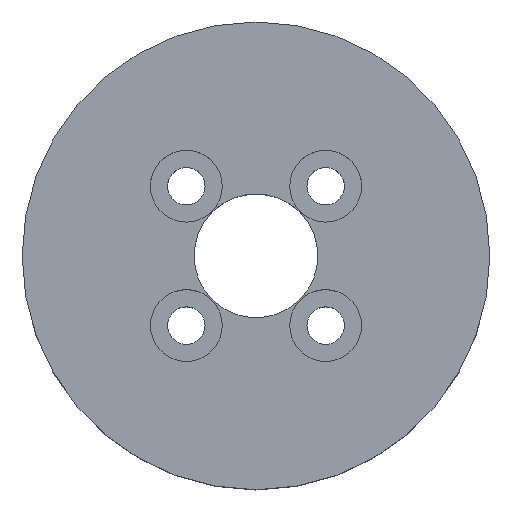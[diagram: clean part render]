
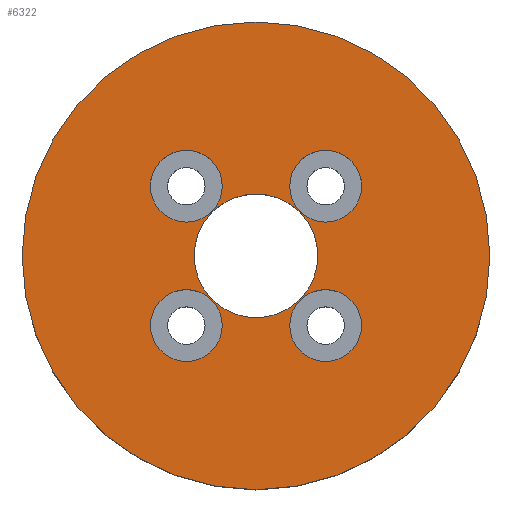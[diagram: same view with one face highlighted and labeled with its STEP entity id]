
A CAD part, top view. The second image highlights one B-rep face of the part: STEP entity #6322.
In plain terms, the highlighted planar face has unit normal (0, 0, 1).
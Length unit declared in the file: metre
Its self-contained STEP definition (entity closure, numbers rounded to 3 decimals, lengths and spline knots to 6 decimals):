
#13=PLANE('',#7323);
#2262=ORIENTED_EDGE('',*,*,#3584,.F.);
#2263=ORIENTED_EDGE('',*,*,#3585,.F.);
#2264=ORIENTED_EDGE('',*,*,#3586,.F.);
#2265=ORIENTED_EDGE('',*,*,#3587,.F.);
#2266=ORIENTED_EDGE('',*,*,#3588,.F.);
#2267=ORIENTED_EDGE('',*,*,#3583,.T.);
#3583=EDGE_CURVE('',#4245,#4245,#4907,.T.);
#3584=EDGE_CURVE('',#4246,#4246,#4908,.T.);
#3585=EDGE_CURVE('',#4247,#4247,#4909,.T.);
#3586=EDGE_CURVE('',#4248,#4248,#4910,.T.);
#3587=EDGE_CURVE('',#4249,#4249,#4911,.T.);
#3588=EDGE_CURVE('',#4250,#4250,#4912,.T.);
#4245=VERTEX_POINT('',#11617);
#4246=VERTEX_POINT('',#11620);
#4247=VERTEX_POINT('',#11622);
#4248=VERTEX_POINT('',#11624);
#4249=VERTEX_POINT('',#11626);
#4250=VERTEX_POINT('',#11628);
#4907=CIRCLE('',#7322,0.026853);
#4908=CIRCLE('',#7324,0.0071);
#4909=CIRCLE('',#7325,0.004125);
#4910=CIRCLE('',#7326,0.004125);
#4911=CIRCLE('',#7327,0.004125);
#4912=CIRCLE('',#7328,0.004125);
#5255=EDGE_LOOP('',(#2262));
#5256=EDGE_LOOP('',(#2263));
#5257=EDGE_LOOP('',(#2264));
#5258=EDGE_LOOP('',(#2265));
#5259=EDGE_LOOP('',(#2266));
#5260=EDGE_LOOP('',(#2267));
#5627=FACE_BOUND('',#5255,.T.);
#5628=FACE_BOUND('',#5256,.T.);
#5629=FACE_BOUND('',#5257,.T.);
#5630=FACE_BOUND('',#5258,.T.);
#5631=FACE_BOUND('',#5259,.T.);
#5632=FACE_BOUND('',#5260,.T.);
#6322=ADVANCED_FACE('',(#5627,#5628,#5629,#5630,#5631,#5632),#13,.T.);
#7322=AXIS2_PLACEMENT_3D('',#11616,#9616,#9617);
#7323=AXIS2_PLACEMENT_3D('',#11618,#9618,#9619);
#7324=AXIS2_PLACEMENT_3D('',#11619,#9620,#9621);
#7325=AXIS2_PLACEMENT_3D('',#11621,#9622,#9623);
#7326=AXIS2_PLACEMENT_3D('',#11623,#9624,#9625);
#7327=AXIS2_PLACEMENT_3D('',#11625,#9626,#9627);
#7328=AXIS2_PLACEMENT_3D('',#11627,#9628,#9629);
#9616=DIRECTION('',(0.,0.,1.));
#9617=DIRECTION('',(1.,0.,0.));
#9618=DIRECTION('',(0.,0.,1.));
#9619=DIRECTION('',(1.,0.,0.));
#9620=DIRECTION('',(0.,0.,1.));
#9621=DIRECTION('',(1.,0.,0.));
#9622=DIRECTION('',(0.,0.,1.));
#9623=DIRECTION('',(1.,0.,0.));
#9624=DIRECTION('',(0.,0.,1.));
#9625=DIRECTION('',(1.,0.,0.));
#9626=DIRECTION('',(0.,0.,1.));
#9627=DIRECTION('',(1.,0.,0.));
#9628=DIRECTION('',(0.,0.,1.));
#9629=DIRECTION('',(1.,0.,0.));
#11616=CARTESIAN_POINT('',(0.,0.,0.009225));
#11617=CARTESIAN_POINT('',(0.026853,0.,0.009225));
#11618=CARTESIAN_POINT('',(0.,0.,0.009225));
#11619=CARTESIAN_POINT('',(0.,0.,
0.009225));
#11620=CARTESIAN_POINT('',(0.0071,0.,0.009225));
#11621=CARTESIAN_POINT('',(-0.008,-0.008,0.009225));
#11622=CARTESIAN_POINT('',(-0.003875,-0.008,0.009225));
#11623=CARTESIAN_POINT('',(0.008,0.008,0.009225));
#11624=CARTESIAN_POINT('',(0.012125,0.008,0.009225));
#11625=CARTESIAN_POINT('',(-0.008,0.008,0.009225));
#11626=CARTESIAN_POINT('',(-0.003875,0.008,0.009225));
#11627=CARTESIAN_POINT('',(0.008,-0.008,0.009225));
#11628=CARTESIAN_POINT('',(0.012125,-0.008,0.009225));
